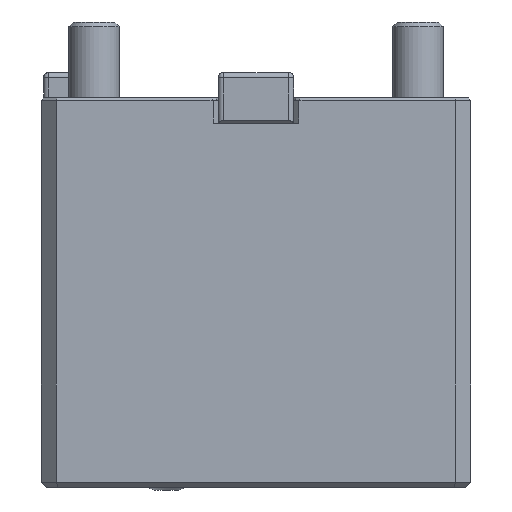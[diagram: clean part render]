
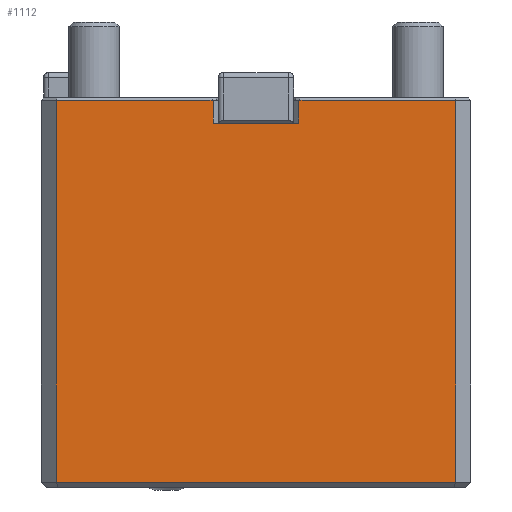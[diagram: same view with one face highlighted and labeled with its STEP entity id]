
A CAD part, left-side view. The second image highlights one B-rep face of the part: STEP entity #1112.
In plain terms, the highlighted planar face has unit normal (-1, 0, 0).
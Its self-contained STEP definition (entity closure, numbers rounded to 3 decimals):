
#305=LINE('',#5948,#661);
#320=LINE('',#5984,#676);
#326=LINE('',#6008,#682);
#370=LINE('',#6094,#726);
#372=LINE('',#6098,#728);
#373=LINE('',#6100,#729);
#374=LINE('',#6101,#730);
#375=LINE('',#6103,#731);
#661=VECTOR('',#4683,1.);
#676=VECTOR('',#4724,1.);
#682=VECTOR('',#4746,1.);
#726=VECTOR('',#4834,1.);
#728=VECTOR('',#4838,1.);
#729=VECTOR('',#4839,1.);
#730=VECTOR('',#4840,1.);
#731=VECTOR('',#4841,1.);
#1112=ADVANCED_FACE('',(#1438),#1265,.F.);
#1265=PLANE('',#3920);
#1438=FACE_OUTER_BOUND('',#1676,.T.);
#1676=EDGE_LOOP('',(#2513,#2514,#2515,#2516,#2517,#2518,#2519,#2520));
#2513=ORIENTED_EDGE('',*,*,#3391,.T.);
#2514=ORIENTED_EDGE('',*,*,#3362,.T.);
#2515=ORIENTED_EDGE('',*,*,#3437,.T.);
#2516=ORIENTED_EDGE('',*,*,#3439,.T.);
#2517=ORIENTED_EDGE('',*,*,#3440,.F.);
#2518=ORIENTED_EDGE('',*,*,#3381,.F.);
#2519=ORIENTED_EDGE('',*,*,#3441,.T.);
#2520=ORIENTED_EDGE('',*,*,#3442,.T.);
#2910=VERTEX_POINT('',#5823);
#2944=VERTEX_POINT('',#5945);
#2953=VERTEX_POINT('',#5985);
#2954=VERTEX_POINT('',#5986);
#2963=VERTEX_POINT('',#6009);
#2983=VERTEX_POINT('',#6095);
#2984=VERTEX_POINT('',#6099);
#2985=VERTEX_POINT('',#6102);
#3362=EDGE_CURVE('',#2910,#2944,#305,.T.);
#3381=EDGE_CURVE('',#2953,#2954,#320,.T.);
#3391=EDGE_CURVE('',#2963,#2910,#326,.T.);
#3437=EDGE_CURVE('',#2944,#2983,#370,.T.);
#3439=EDGE_CURVE('',#2983,#2984,#372,.T.);
#3440=EDGE_CURVE('',#2954,#2984,#373,.T.);
#3441=EDGE_CURVE('',#2953,#2985,#374,.T.);
#3442=EDGE_CURVE('',#2985,#2963,#375,.T.);
#3920=AXIS2_PLACEMENT_3D('',#6104,#4842,#4843);
#4683=DIRECTION('',(0.,-1.,0.));
#4724=DIRECTION('',(0.,-1.,0.));
#4746=DIRECTION('',(0.,0.,-1.));
#4834=DIRECTION('',(0.,0.,1.));
#4838=DIRECTION('',(0.,1.,0.));
#4839=DIRECTION('',(0.,0.,1.));
#4840=DIRECTION('',(0.,0.,1.));
#4841=DIRECTION('',(0.,1.,0.));
#4842=DIRECTION('',(1.,0.,0.));
#4843=DIRECTION('',(0.,0.,1.));
#5823=CARTESIAN_POINT('',(-45.,39.5,-76.));
#5945=CARTESIAN_POINT('',(-45.,-39.5,-76.));
#5948=CARTESIAN_POINT('',(-45.,-42.5,-76.));
#5984=CARTESIAN_POINT('',(-45.,-42.5,-5.));
#5985=CARTESIAN_POINT('',(-45.,8.5,-5.));
#5986=CARTESIAN_POINT('',(-45.,-8.5,-5.));
#6008=CARTESIAN_POINT('',(-45.,39.5,0.));
#6009=CARTESIAN_POINT('',(-45.,39.5,-0.5));
#6094=CARTESIAN_POINT('',(-45.,-39.5,0.));
#6095=CARTESIAN_POINT('',(-45.,-39.5,-0.5));
#6098=CARTESIAN_POINT('',(-45.,-42.5,-0.5));
#6099=CARTESIAN_POINT('',(-45.,-8.5,-0.5));
#6100=CARTESIAN_POINT('',(-45.,-8.5,-5.));
#6101=CARTESIAN_POINT('',(-45.,8.5,-5.));
#6102=CARTESIAN_POINT('',(-45.,8.5,-0.5));
#6103=CARTESIAN_POINT('',(-45.,-42.5,-0.5));
#6104=CARTESIAN_POINT('',(-45.,-42.5,0.));
